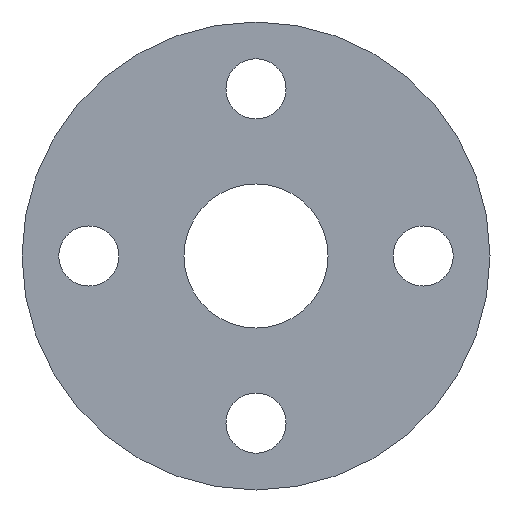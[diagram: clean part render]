
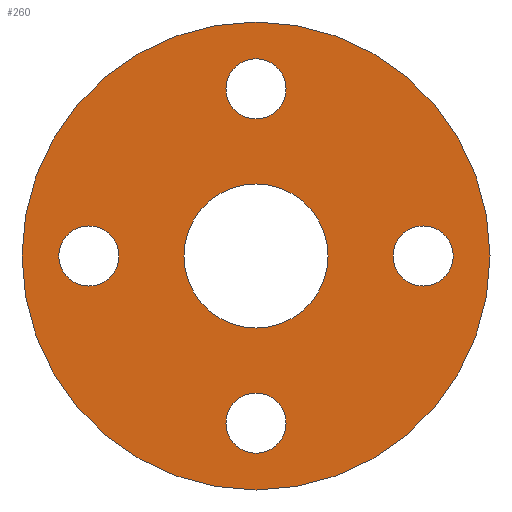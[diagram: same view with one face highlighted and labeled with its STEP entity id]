
A CAD part, front view. The second image highlights one B-rep face of the part: STEP entity #260.
In plain terms, the highlighted planar face has unit normal (0, -1, 0).
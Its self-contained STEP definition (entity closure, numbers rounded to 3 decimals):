
#4 = EDGE_CURVE ( 'NONE', #433, #409, #177, .T. ) ;
#10 = EDGE_LOOP ( 'NONE', ( #131, #307 ) ) ;
#19 = CIRCLE ( 'NONE', #331, 70. ) ;
#28 = CIRCLE ( 'NONE', #430, 9. ) ;
#29 = CARTESIAN_POINT ( 'NONE',  ( 0., 0., 0. ) ) ;
#31 = CARTESIAN_POINT ( 'NONE',  ( 0., 0., 0. ) ) ;
#41 = DIRECTION ( 'NONE',  ( 0., 0., 1. ) ) ;
#48 = DIRECTION ( 'NONE',  ( 0., 0., -1. ) ) ;
#51 = CARTESIAN_POINT ( 'NONE',  ( -50., 0., 0. ) ) ;
#53 = FACE_BOUND ( 'NONE', #175, .T. ) ;
#56 = VERTEX_POINT ( 'NONE', #335 ) ;
#58 = ORIENTED_EDGE ( 'NONE', *, *, #487, .F. ) ;
#62 = DIRECTION ( 'NONE',  ( 0., 1., 0. ) ) ;
#63 = VERTEX_POINT ( 'NONE', #171 ) ;
#64 = CARTESIAN_POINT ( 'NONE',  ( 0., 0., 50. ) ) ;
#66 = VERTEX_POINT ( 'NONE', #256 ) ;
#80 = AXIS2_PLACEMENT_3D ( 'NONE', #235, #356, #519 ) ;
#83 = EDGE_CURVE ( 'NONE', #63, #525, #432, .T. ) ;
#84 = CARTESIAN_POINT ( 'NONE',  ( -50., 0., 9. ) ) ;
#96 = FACE_OUTER_BOUND ( 'NONE', #105, .T. ) ;
#97 = CIRCLE ( 'NONE', #320, 9. ) ;
#98 = EDGE_CURVE ( 'NONE', #188, #147, #194, .T. ) ;
#101 = CIRCLE ( 'NONE', #406, 9. ) ;
#103 = ORIENTED_EDGE ( 'NONE', *, *, #467, .T. ) ;
#105 = EDGE_LOOP ( 'NONE', ( #469, #517 ) ) ;
#112 = ORIENTED_EDGE ( 'NONE', *, *, #4, .F. ) ;
#114 = DIRECTION ( 'NONE',  ( 0., 0., -1. ) ) ;
#118 = AXIS2_PLACEMENT_3D ( 'NONE', #247, #537, #158 ) ;
#119 = DIRECTION ( 'NONE',  ( 0., -1., 0. ) ) ;
#127 = DIRECTION ( 'NONE',  ( 0., 1., 0. ) ) ;
#131 = ORIENTED_EDGE ( 'NONE', *, *, #352, .F. ) ;
#143 = EDGE_CURVE ( 'NONE', #66, #56, #398, .T. ) ;
#147 = VERTEX_POINT ( 'NONE', #500 ) ;
#150 = EDGE_CURVE ( 'NONE', #493, #274, #157, .T. ) ;
#151 = DIRECTION ( 'NONE',  ( 0., 0., 1. ) ) ;
#152 = DIRECTION ( 'NONE',  ( 0., -1., 0. ) ) ;
#157 = CIRCLE ( 'NONE', #339, 21.55 ) ;
#158 = DIRECTION ( 'NONE',  ( 0., 0., -1. ) ) ;
#159 = EDGE_CURVE ( 'NONE', #409, #433, #101, .T. ) ;
#171 = CARTESIAN_POINT ( 'NONE',  ( 0., 0., 59. ) ) ;
#175 = EDGE_LOOP ( 'NONE', ( #234, #112 ) ) ;
#177 = CIRCLE ( 'NONE', #486, 9. ) ;
#179 = EDGE_LOOP ( 'NONE', ( #196, #103 ) ) ;
#183 = FACE_BOUND ( 'NONE', #10, .T. ) ;
#188 = VERTEX_POINT ( 'NONE', #84 ) ;
#194 = CIRCLE ( 'NONE', #383, 9. ) ;
#196 = ORIENTED_EDGE ( 'NONE', *, *, #150, .T. ) ;
#204 = CARTESIAN_POINT ( 'NONE',  ( 0., 0., 0. ) ) ;
#216 = FACE_BOUND ( 'NONE', #179, .T. ) ;
#217 = VERTEX_POINT ( 'NONE', #306 ) ;
#218 = DIRECTION ( 'NONE',  ( 0., 0., -1. ) ) ;
#226 = DIRECTION ( 'NONE',  ( 0., -1., 0. ) ) ;
#234 = ORIENTED_EDGE ( 'NONE', *, *, #159, .F. ) ;
#235 = CARTESIAN_POINT ( 'NONE',  ( 50., 0., 0. ) ) ;
#238 = DIRECTION ( 'NONE',  ( 0., 1., 0. ) ) ;
#241 = AXIS2_PLACEMENT_3D ( 'NONE', #204, #372, #255 ) ;
#247 = CARTESIAN_POINT ( 'NONE',  ( 50., 0., 0. ) ) ;
#255 = DIRECTION ( 'NONE',  ( 0., 0., 1. ) ) ;
#256 = CARTESIAN_POINT ( 'NONE',  ( 50., 0., 9. ) ) ;
#260 = ADVANCED_FACE ( 'NONE', ( #513, #505, #183, #53, #216, #96 ), #427, .T. ) ;
#268 = AXIS2_PLACEMENT_3D ( 'NONE', #540, #119, #289 ) ;
#274 = VERTEX_POINT ( 'NONE', #390 ) ;
#282 = CARTESIAN_POINT ( 'NONE',  ( 0., 0., -50. ) ) ;
#289 = DIRECTION ( 'NONE',  ( 0., 0., -1. ) ) ;
#298 = DIRECTION ( 'NONE',  ( 0., 0., -1. ) ) ;
#306 = CARTESIAN_POINT ( 'NONE',  ( 0., 0., 70. ) ) ;
#307 = ORIENTED_EDGE ( 'NONE', *, *, #98, .F. ) ;
#320 = AXIS2_PLACEMENT_3D ( 'NONE', #51, #226, #218 ) ;
#324 = CARTESIAN_POINT ( 'NONE',  ( 0., 0., -59. ) ) ;
#327 = CARTESIAN_POINT ( 'NONE',  ( 0., 0., -41. ) ) ;
#328 = ORIENTED_EDGE ( 'NONE', *, *, #83, .F. ) ;
#331 = AXIS2_PLACEMENT_3D ( 'NONE', #29, #238, #151 ) ;
#334 = CARTESIAN_POINT ( 'NONE',  ( 0., 0., 0. ) ) ;
#335 = CARTESIAN_POINT ( 'NONE',  ( 50., 0., -9. ) ) ;
#339 = AXIS2_PLACEMENT_3D ( 'NONE', #334, #127, #41 ) ;
#348 = DIRECTION ( 'NONE',  ( 0., -1., 0. ) ) ;
#351 = VERTEX_POINT ( 'NONE', #424 ) ;
#352 = EDGE_CURVE ( 'NONE', #147, #188, #97, .T. ) ;
#356 = DIRECTION ( 'NONE',  ( 0., -1., 0. ) ) ;
#359 = DIRECTION ( 'NONE',  ( 0., -1., 0. ) ) ;
#368 = ORIENTED_EDGE ( 'NONE', *, *, #428, .F. ) ;
#372 = DIRECTION ( 'NONE',  ( 0., 1., 0. ) ) ;
#373 = CARTESIAN_POINT ( 'NONE',  ( -50., 0., 0. ) ) ;
#374 = AXIS2_PLACEMENT_3D ( 'NONE', #431, #348, #48 ) ;
#376 = CARTESIAN_POINT ( 'NONE',  ( 0., 0., -50. ) ) ;
#383 = AXIS2_PLACEMENT_3D ( 'NONE', #373, #452, #459 ) ;
#390 = CARTESIAN_POINT ( 'NONE',  ( 0., 0., -21.55 ) ) ;
#398 = CIRCLE ( 'NONE', #118, 9. ) ;
#402 = DIRECTION ( 'NONE',  ( 0., 0., -1. ) ) ;
#406 = AXIS2_PLACEMENT_3D ( 'NONE', #376, #456, #298 ) ;
#407 = EDGE_CURVE ( 'NONE', #351, #217, #19, .T. ) ;
#409 = VERTEX_POINT ( 'NONE', #324 ) ;
#422 = EDGE_LOOP ( 'NONE', ( #368, #521 ) ) ;
#424 = CARTESIAN_POINT ( 'NONE',  ( 0., 0., -70. ) ) ;
#425 = EDGE_LOOP ( 'NONE', ( #58, #328 ) ) ;
#427 = PLANE ( 'NONE',  #374 ) ;
#428 = EDGE_CURVE ( 'NONE', #56, #66, #482, .T. ) ;
#430 = AXIS2_PLACEMENT_3D ( 'NONE', #64, #359, #402 ) ;
#431 = CARTESIAN_POINT ( 'NONE',  ( 0., 0., 70. ) ) ;
#432 = CIRCLE ( 'NONE', #268, 9. ) ;
#433 = VERTEX_POINT ( 'NONE', #327 ) ;
#449 = CIRCLE ( 'NONE', #241, 70. ) ;
#452 = DIRECTION ( 'NONE',  ( 0., -1., 0. ) ) ;
#455 = CARTESIAN_POINT ( 'NONE',  ( 0., 0., 41. ) ) ;
#456 = DIRECTION ( 'NONE',  ( 0., -1., 0. ) ) ;
#459 = DIRECTION ( 'NONE',  ( 0., 0., -1. ) ) ;
#467 = EDGE_CURVE ( 'NONE', #274, #493, #527, .T. ) ;
#469 = ORIENTED_EDGE ( 'NONE', *, *, #509, .F. ) ;
#474 = AXIS2_PLACEMENT_3D ( 'NONE', #31, #62, #488 ) ;
#482 = CIRCLE ( 'NONE', #80, 9. ) ;
#486 = AXIS2_PLACEMENT_3D ( 'NONE', #282, #152, #114 ) ;
#487 = EDGE_CURVE ( 'NONE', #525, #63, #28, .T. ) ;
#488 = DIRECTION ( 'NONE',  ( 0., 0., 1. ) ) ;
#493 = VERTEX_POINT ( 'NONE', #522 ) ;
#500 = CARTESIAN_POINT ( 'NONE',  ( -50., 0., -9. ) ) ;
#505 = FACE_BOUND ( 'NONE', #425, .T. ) ;
#509 = EDGE_CURVE ( 'NONE', #217, #351, #449, .T. ) ;
#513 = FACE_BOUND ( 'NONE', #422, .T. ) ;
#517 = ORIENTED_EDGE ( 'NONE', *, *, #407, .F. ) ;
#519 = DIRECTION ( 'NONE',  ( 0., 0., -1. ) ) ;
#521 = ORIENTED_EDGE ( 'NONE', *, *, #143, .F. ) ;
#522 = CARTESIAN_POINT ( 'NONE',  ( 0., 0., 21.55 ) ) ;
#525 = VERTEX_POINT ( 'NONE', #455 ) ;
#527 = CIRCLE ( 'NONE', #474, 21.55 ) ;
#537 = DIRECTION ( 'NONE',  ( 0., -1., 0. ) ) ;
#540 = CARTESIAN_POINT ( 'NONE',  ( 0., 0., 50. ) ) ;
